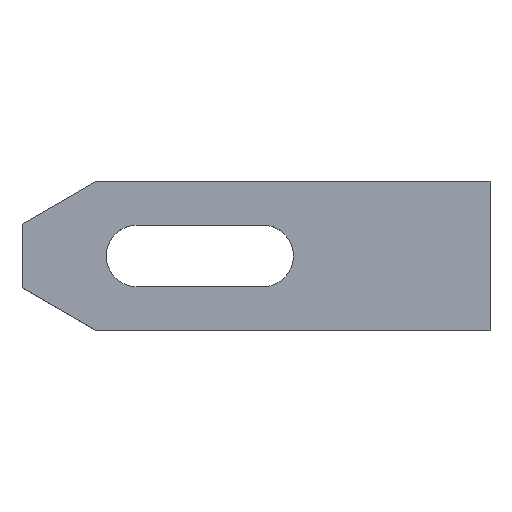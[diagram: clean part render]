
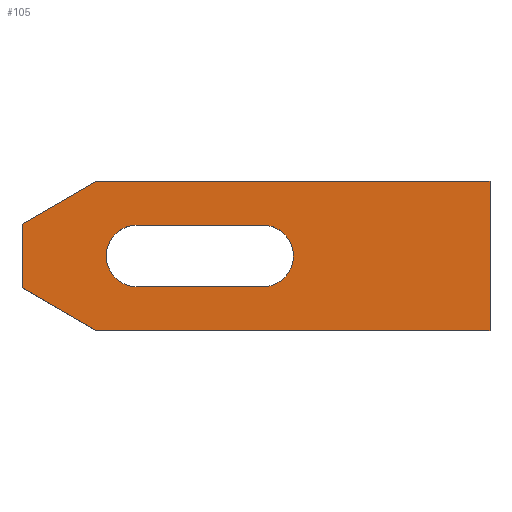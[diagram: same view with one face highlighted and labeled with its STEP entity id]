
A CAD part, top view. The second image highlights one B-rep face of the part: STEP entity #105.
In plain terms, the highlighted planar face has unit normal (0, 0, 1).
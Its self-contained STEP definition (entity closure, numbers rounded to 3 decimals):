
#91=VERTEX_POINT('',#234);
#95=VERTEX_POINT('',#238);
#99=VERTEX_POINT('',#242);
#105=ADVANCED_FACE('',(#249,#250),#251,.T.);
#109=EDGE_CURVE('',#143,#91,#256,.T.);
#111=EDGE_CURVE('',#157,#99,#258,.T.);
#117=EDGE_CURVE('',#91,#175,#265,.T.);
#131=EDGE_CURVE('',#185,#95,#282,.T.);
#143=VERTEX_POINT('',#294);
#149=EDGE_CURVE('',#183,#157,#300,.T.);
#153=EDGE_CURVE('',#99,#185,#304,.T.);
#157=VERTEX_POINT('',#308);
#159=EDGE_CURVE('',#175,#195,#310,.T.);
#173=EDGE_CURVE('',#209,#183,#325,.T.);
#175=VERTEX_POINT('',#327);
#183=VERTEX_POINT('',#337);
#185=VERTEX_POINT('',#339);
#193=EDGE_CURVE('',#195,#143,#348,.T.);
#195=VERTEX_POINT('',#350);
#207=EDGE_CURVE('',#95,#209,#363,.T.);
#209=VERTEX_POINT('',#365);
#234=CARTESIAN_POINT('',(128.5,-16.5,40.0));
#238=CARTESIAN_POINT('',(0.0,-17.,40.0));
#242=CARTESIAN_POINT('',(250.0,-40.0,40.0));
#249=FACE_BOUND('',#400,.T.);
#250=FACE_OUTER_BOUND('',#401,.T.);
#251=PLANE('',#402);
#256=CIRCLE('',#408,16.5);
#258=LINE('',#411,#412);
#265=LINE('',#420,#421);
#282=LINE('',#445,#446);
#294=CARTESIAN_POINT('',(128.5,16.5,40.0));
#300=LINE('',#471,#472);
#304=LINE('',#479,#480);
#308=CARTESIAN_POINT('',(250.0,40.,40.0));
#310=CIRCLE('',#487,16.5);
#325=LINE('',#509,#510);
#327=CARTESIAN_POINT('',(61.5,-16.5,40.0));
#337=CARTESIAN_POINT('',(39.837,40.,40.0));
#339=CARTESIAN_POINT('',(39.837,-40.,40.0));
#348=LINE('',#540,#541);
#350=CARTESIAN_POINT('',(61.5,16.5,40.0));
#363=LINE('',#561,#562);
#365=CARTESIAN_POINT('',(0.0,17.,40.0));
#400=EDGE_LOOP('',(#591,#592,#593,#594));
#401=EDGE_LOOP('',(#595,#596,#597,#598,#599,#600));
#402=AXIS2_PLACEMENT_3D('',#601,#602,#603);
#408=AXIS2_PLACEMENT_3D('',#612,#613,#614);
#411=CARTESIAN_POINT('',(250.0,-40.0,40.0));
#412=VECTOR('',#615,1.0);
#420=CARTESIAN_POINT('',(130.306,-16.5,40.0));
#421=VECTOR('',#624,1.0);
#445=CARTESIAN_POINT('',(0.0,-17.,40.0));
#446=VECTOR('',#652,1.0);
#471=CARTESIAN_POINT('',(250.0,40.,40.0));
#472=VECTOR('',#661,1.0);
#479=CARTESIAN_POINT('',(39.837,-40.,40.0));
#480=VECTOR('',#663,1.0);
#487=AXIS2_PLACEMENT_3D('',#664,#665,#666);
#509=CARTESIAN_POINT('',(39.837,40.,40.0));
#510=VECTOR('',#678,1.0);
#540=CARTESIAN_POINT('',(96.806,16.5,40.0));
#541=VECTOR('',#704,1.0);
#561=CARTESIAN_POINT('',(0.0,17.,40.0));
#562=VECTOR('',#715,1.0);
#591=ORIENTED_EDGE('',*,*,#159,.T.);
#592=ORIENTED_EDGE('',*,*,#193,.T.);
#593=ORIENTED_EDGE('',*,*,#109,.T.);
#594=ORIENTED_EDGE('',*,*,#117,.T.);
#595=ORIENTED_EDGE('',*,*,#153,.F.);
#596=ORIENTED_EDGE('',*,*,#111,.F.);
#597=ORIENTED_EDGE('',*,*,#149,.F.);
#598=ORIENTED_EDGE('',*,*,#173,.F.);
#599=ORIENTED_EDGE('',*,*,#207,.F.);
#600=ORIENTED_EDGE('',*,*,#131,.F.);
#601=CARTESIAN_POINT('',(132.113,0.0,40.0));
#602=DIRECTION('',(0.0,0.0,1.0));
#603=DIRECTION('',(1.0,0.0,0.0));
#612=CARTESIAN_POINT('',(128.5,0.0,40.0));
#613=DIRECTION('',(0.0,0.0,-1.0));
#614=DIRECTION('',(0.0,1.0,0.0));
#615=DIRECTION('',(0.0,-1.0,0.0));
#624=DIRECTION('',(-1.0,0.0,0.0));
#652=DIRECTION('',(-0.866,0.5,0.0));
#661=DIRECTION('',(1.0,0.0,0.0));
#663=DIRECTION('',(-1.0,0.0,0.0));
#664=CARTESIAN_POINT('',(61.5,0.0,40.0));
#665=DIRECTION('',(0.0,0.0,-1.0));
#666=DIRECTION('',(0.0,-1.0,0.0));
#678=DIRECTION('',(0.866,0.5,0.0));
#704=DIRECTION('',(1.0,0.0,0.0));
#715=DIRECTION('',(0.0,1.0,0.0));
